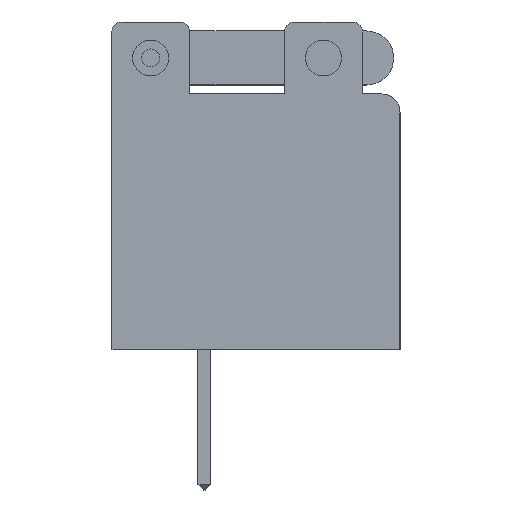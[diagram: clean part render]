
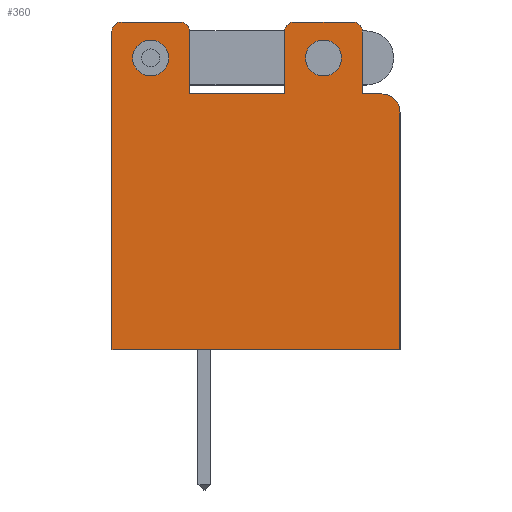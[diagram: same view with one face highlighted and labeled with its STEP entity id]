
A CAD part, left-side view. The second image highlights one B-rep face of the part: STEP entity #360.
In plain terms, the highlighted planar face has unit normal (-1, 0, 0).
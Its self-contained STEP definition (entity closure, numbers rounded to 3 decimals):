
#100 = VERTEX_POINT('',#101);
#101 = CARTESIAN_POINT('',(-5.5,-4.025,17.7));
#107 = EDGE_CURVE('',#100,#108,#110,.T.);
#108 = VERTEX_POINT('',#109);
#109 = CARTESIAN_POINT('',(-5.5,-4.025,14.2));
#110 = LINE('',#111,#112);
#111 = CARTESIAN_POINT('',(-5.5,-4.025,17.7));
#112 = VECTOR('',#113,1.);
#113 = DIRECTION('',(0.,0.,-1.));
#138 = EDGE_CURVE('',#100,#139,#141,.T.);
#139 = VERTEX_POINT('',#140);
#140 = CARTESIAN_POINT('',(-5.5,-3.525,18.2));
#141 = CIRCLE('',#142,0.5);
#142 = AXIS2_PLACEMENT_3D('',#143,#144,#145);
#143 = CARTESIAN_POINT('',(-5.5,-3.525,17.7));
#144 = DIRECTION('',(-1.,0.,0.));
#145 = DIRECTION('',(0.,1.,0.));
#171 = EDGE_CURVE('',#108,#172,#174,.T.);
#172 = VERTEX_POINT('',#173);
#173 = CARTESIAN_POINT('',(-5.5,-5.125,14.2));
#174 = LINE('',#175,#176);
#175 = CARTESIAN_POINT('',(-5.5,-4.025,14.2));
#176 = VECTOR('',#177,1.);
#177 = DIRECTION('',(0.,-1.,0.));
#360 = ADVANCED_FACE('',(#361,#464,#475),#486,.F.);
#361 = FACE_BOUND('',#362,.F.);
#362 = EDGE_LOOP('',(#363,#364,#365,#374,#382,#390,#398,#407,#415,#424,
    #432,#440,#448,#457,#463));
#363 = ORIENTED_EDGE('',*,*,#107,.T.);
#364 = ORIENTED_EDGE('',*,*,#171,.T.);
#365 = ORIENTED_EDGE('',*,*,#366,.F.);
#366 = EDGE_CURVE('',#367,#172,#369,.T.);
#367 = VERTEX_POINT('',#368);
#368 = CARTESIAN_POINT('',(-5.5,-6.125,13.2));
#369 = CIRCLE('',#370,1.);
#370 = AXIS2_PLACEMENT_3D('',#371,#372,#373);
#371 = CARTESIAN_POINT('',(-5.5,-5.125,13.2));
#372 = DIRECTION('',(-1.,0.,0.));
#373 = DIRECTION('',(0.,1.,0.));
#374 = ORIENTED_EDGE('',*,*,#375,.T.);
#375 = EDGE_CURVE('',#367,#376,#378,.T.);
#376 = VERTEX_POINT('',#377);
#377 = CARTESIAN_POINT('',(-5.5,-6.125,0.));
#378 = LINE('',#379,#380);
#379 = CARTESIAN_POINT('',(-5.5,-6.125,13.2));
#380 = VECTOR('',#381,1.);
#381 = DIRECTION('',(0.,0.,-1.));
#382 = ORIENTED_EDGE('',*,*,#383,.T.);
#383 = EDGE_CURVE('',#376,#384,#386,.T.);
#384 = VERTEX_POINT('',#385);
#385 = CARTESIAN_POINT('',(-5.5,9.875,0.));
#386 = LINE('',#387,#388);
#387 = CARTESIAN_POINT('',(-5.5,-6.125,0.));
#388 = VECTOR('',#389,1.);
#389 = DIRECTION('',(0.,1.,0.));
#390 = ORIENTED_EDGE('',*,*,#391,.T.);
#391 = EDGE_CURVE('',#384,#392,#394,.T.);
#392 = VERTEX_POINT('',#393);
#393 = CARTESIAN_POINT('',(-5.5,9.875,17.7));
#394 = LINE('',#395,#396);
#395 = CARTESIAN_POINT('',(-5.5,9.875,0.));
#396 = VECTOR('',#397,1.);
#397 = DIRECTION('',(0.,0.,1.));
#398 = ORIENTED_EDGE('',*,*,#399,.F.);
#399 = EDGE_CURVE('',#400,#392,#402,.T.);
#400 = VERTEX_POINT('',#401);
#401 = CARTESIAN_POINT('',(-5.5,9.375,18.2));
#402 = CIRCLE('',#403,0.5);
#403 = AXIS2_PLACEMENT_3D('',#404,#405,#406);
#404 = CARTESIAN_POINT('',(-5.5,9.375,17.7));
#405 = DIRECTION('',(-1.,0.,0.));
#406 = DIRECTION('',(0.,1.,0.));
#407 = ORIENTED_EDGE('',*,*,#408,.T.);
#408 = EDGE_CURVE('',#400,#409,#411,.T.);
#409 = VERTEX_POINT('',#410);
#410 = CARTESIAN_POINT('',(-5.5,6.075,18.2));
#411 = LINE('',#412,#413);
#412 = CARTESIAN_POINT('',(-5.5,9.375,18.2));
#413 = VECTOR('',#414,1.);
#414 = DIRECTION('',(0.,-1.,0.));
#415 = ORIENTED_EDGE('',*,*,#416,.F.);
#416 = EDGE_CURVE('',#417,#409,#419,.T.);
#417 = VERTEX_POINT('',#418);
#418 = CARTESIAN_POINT('',(-5.5,5.575,17.7));
#419 = CIRCLE('',#420,0.5);
#420 = AXIS2_PLACEMENT_3D('',#421,#422,#423);
#421 = CARTESIAN_POINT('',(-5.5,6.075,17.7));
#422 = DIRECTION('',(-1.,0.,0.));
#423 = DIRECTION('',(0.,1.,0.));
#424 = ORIENTED_EDGE('',*,*,#425,.T.);
#425 = EDGE_CURVE('',#417,#426,#428,.T.);
#426 = VERTEX_POINT('',#427);
#427 = CARTESIAN_POINT('',(-5.5,5.575,14.2));
#428 = LINE('',#429,#430);
#429 = CARTESIAN_POINT('',(-5.5,5.575,17.7));
#430 = VECTOR('',#431,1.);
#431 = DIRECTION('',(0.,0.,-1.));
#432 = ORIENTED_EDGE('',*,*,#433,.T.);
#433 = EDGE_CURVE('',#426,#434,#436,.T.);
#434 = VERTEX_POINT('',#435);
#435 = CARTESIAN_POINT('',(-5.5,0.275,14.2));
#436 = LINE('',#437,#438);
#437 = CARTESIAN_POINT('',(-5.5,5.575,14.2));
#438 = VECTOR('',#439,1.);
#439 = DIRECTION('',(0.,-1.,0.));
#440 = ORIENTED_EDGE('',*,*,#441,.T.);
#441 = EDGE_CURVE('',#434,#442,#444,.T.);
#442 = VERTEX_POINT('',#443);
#443 = CARTESIAN_POINT('',(-5.5,0.275,17.7));
#444 = LINE('',#445,#446);
#445 = CARTESIAN_POINT('',(-5.5,0.275,14.2));
#446 = VECTOR('',#447,1.);
#447 = DIRECTION('',(0.,0.,1.));
#448 = ORIENTED_EDGE('',*,*,#449,.F.);
#449 = EDGE_CURVE('',#450,#442,#452,.T.);
#450 = VERTEX_POINT('',#451);
#451 = CARTESIAN_POINT('',(-5.5,-0.225,18.2));
#452 = CIRCLE('',#453,0.5);
#453 = AXIS2_PLACEMENT_3D('',#454,#455,#456);
#454 = CARTESIAN_POINT('',(-5.5,-0.225,17.7));
#455 = DIRECTION('',(-1.,0.,0.));
#456 = DIRECTION('',(0.,1.,0.));
#457 = ORIENTED_EDGE('',*,*,#458,.T.);
#458 = EDGE_CURVE('',#450,#139,#459,.T.);
#459 = LINE('',#460,#461);
#460 = CARTESIAN_POINT('',(-5.5,-0.225,18.2));
#461 = VECTOR('',#462,1.);
#462 = DIRECTION('',(0.,-1.,0.));
#463 = ORIENTED_EDGE('',*,*,#138,.F.);
#464 = FACE_BOUND('',#465,.F.);
#465 = EDGE_LOOP('',(#466));
#466 = ORIENTED_EDGE('',*,*,#467,.T.);
#467 = EDGE_CURVE('',#468,#468,#470,.T.);
#468 = VERTEX_POINT('',#469);
#469 = CARTESIAN_POINT('',(-5.5,8.725,16.2));
#470 = CIRCLE('',#471,1.);
#471 = AXIS2_PLACEMENT_3D('',#472,#473,#474);
#472 = CARTESIAN_POINT('',(-5.5,7.725,16.2));
#473 = DIRECTION('',(-1.,0.,0.));
#474 = DIRECTION('',(0.,1.,0.));
#475 = FACE_BOUND('',#476,.F.);
#476 = EDGE_LOOP('',(#477));
#477 = ORIENTED_EDGE('',*,*,#478,.T.);
#478 = EDGE_CURVE('',#479,#479,#481,.T.);
#479 = VERTEX_POINT('',#480);
#480 = CARTESIAN_POINT('',(-5.5,-0.875,16.2));
#481 = CIRCLE('',#482,1.);
#482 = AXIS2_PLACEMENT_3D('',#483,#484,#485);
#483 = CARTESIAN_POINT('',(-5.5,-1.875,16.2));
#484 = DIRECTION('',(-1.,0.,0.));
#485 = DIRECTION('',(0.,1.,0.));
#486 = PLANE('',#487);
#487 = AXIS2_PLACEMENT_3D('',#488,#489,#490);
#488 = CARTESIAN_POINT('',(-5.5,2.135,9.321));
#489 = DIRECTION('',(1.,0.,0.));
#490 = DIRECTION('',(0.,1.,0.));
